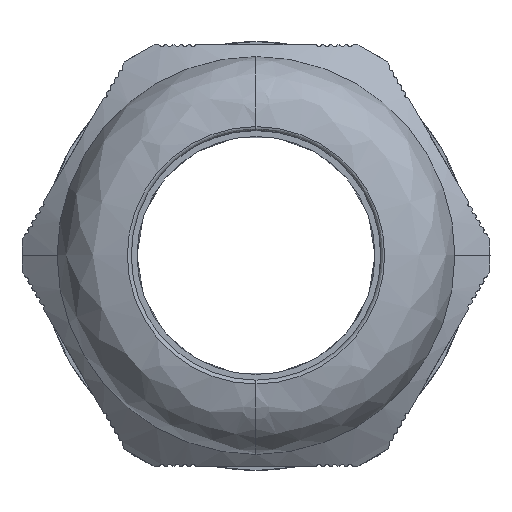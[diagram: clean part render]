
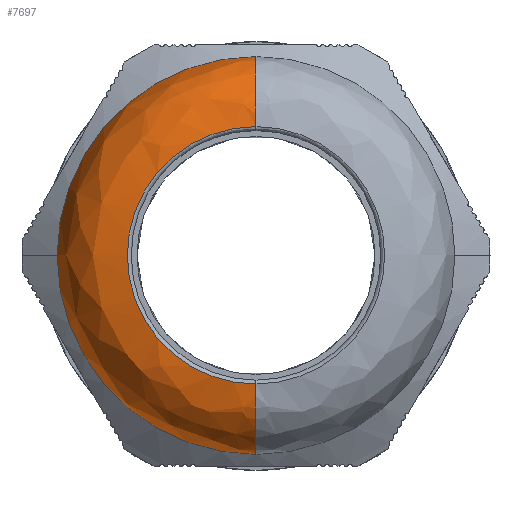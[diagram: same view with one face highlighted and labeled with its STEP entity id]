
A CAD part, top view. The second image highlights one B-rep face of the part: STEP entity #7697.
In plain terms, the highlighted free-form (B-spline) face has degree [3, 3] with [4, 4] control points.
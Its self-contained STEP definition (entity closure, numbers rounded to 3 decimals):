
#648 = CARTESIAN_POINT ( 'NONE',  ( 0., 25.5, 49.937 ) ) ;
#650 = CARTESIAN_POINT ( 'NONE',  ( 0., -25.5, 49.937 ) ) ;
#661 = CARTESIAN_POINT ( 'NONE',  ( 0., 16.5, 58.937 ) ) ;
#689 = CARTESIAN_POINT ( 'NONE',  ( -25.5, 0., 49.937 ) ) ;
#697 = CARTESIAN_POINT ( 'NONE',  ( 0., -16.5, 58.937 ) ) ;
#7697 = ADVANCED_FACE ( 'NONE', ( #15465 ), #15350, .T. ) ;
#9114 = AXIS2_PLACEMENT_3D ( 'NONE', #23341, #23343, #23421 ) ;
#9149 = CIRCLE ( 'NONE', #9114, 25.5 ) ;
#9184 = AXIS2_PLACEMENT_3D ( 'NONE', #23608, #23600, #23595 ) ;
#9194 = CIRCLE ( 'NONE', #9184, 9. ) ;
#9195 = AXIS2_PLACEMENT_3D ( 'NONE', #23554, #23527, #23547 ) ;
#9215 = CIRCLE ( 'NONE', #9195, 16.5 ) ;
#9216 = CIRCLE ( 'NONE', #9217, 9. ) ;
#9217 = AXIS2_PLACEMENT_3D ( 'NONE', #23574, #23593, #23571 ) ;
#9248 = CIRCLE ( 'NONE', #9270, 25.5 ) ;
#9270 = AXIS2_PLACEMENT_3D ( 'NONE', #23744, #23722, #23751 ) ;
#9820 = EDGE_CURVE ( 'NONE', #10461, #10521, #9149, .T. ) ;
#9847 = EDGE_CURVE ( 'NONE', #10483, #10506, #9215, .T. ) ;
#9857 = EDGE_CURVE ( 'NONE', #10483, #10461, #9216, .T. ) ;
#9866 = EDGE_CURVE ( 'NONE', #10506, #10498, #9194, .T. ) ;
#9890 = EDGE_CURVE ( 'NONE', #10521, #10498, #9248, .T. ) ;
#10461 = VERTEX_POINT ( 'NONE', #648 ) ;
#10483 = VERTEX_POINT ( 'NONE', #661 ) ;
#10498 = VERTEX_POINT ( 'NONE', #650 ) ;
#10506 = VERTEX_POINT ( 'NONE', #697 ) ;
#10521 = VERTEX_POINT ( 'NONE', #689 ) ;
#11130 = ORIENTED_EDGE ( 'NONE', *, *, #9820, .T. ) ;
#11137 = ORIENTED_EDGE ( 'NONE', *, *, #9890, .T. ) ;
#11147 = ORIENTED_EDGE ( 'NONE', *, *, #9866, .F. ) ;
#11158 = ORIENTED_EDGE ( 'NONE', *, *, #9847, .F. ) ;
#11192 = ORIENTED_EDGE ( 'NONE', *, *, #9857, .T. ) ;
#15350 =( BOUNDED_SURFACE ( )  B_SPLINE_SURFACE ( 3, 3, ( 
 ( #15506, #15468, #15476, #15496 ),
 ( #15508, #15503, #15493, #15491 ),
 ( #15507, #15485, #15466, #15494 ),
 ( #15505, #15509, #15481, #15469 ) ),
 .UNSPECIFIED., .F., .F., .T. ) 
 B_SPLINE_SURFACE_WITH_KNOTS ( ( 4, 4 ),
 ( 4, 4 ),
 ( 0., 1. ),
 ( 0., 1. ),
 .UNSPECIFIED. ) 
 GEOMETRIC_REPRESENTATION_ITEM ( )  RATIONAL_B_SPLINE_SURFACE ( (
 ( 1., 0.333, 0.333, 1.),
 ( 0.805, 0.268, 0.268, 0.805),
 ( 0.805, 0.268, 0.268, 0.805),
 ( 1., 0.333, 0.333, 1.) ) ) 
 REPRESENTATION_ITEM ( '' )  SURFACE ( )  );
#15465 = FACE_OUTER_BOUND ( 'NONE', #16954, .T. ) ;
#15466 = CARTESIAN_POINT ( 'NONE',  ( -51., -25.5, 55.209 ) ) ;
#15468 = CARTESIAN_POINT ( 'NONE',  ( -33., 16.5, 58.937 ) ) ;
#15469 = CARTESIAN_POINT ( 'NONE',  ( 0., -25.5, 49.937 ) ) ;
#15476 = CARTESIAN_POINT ( 'NONE',  ( -33., -16.5, 58.937 ) ) ;
#15481 = CARTESIAN_POINT ( 'NONE',  ( -51., -25.5, 49.937 ) ) ;
#15485 = CARTESIAN_POINT ( 'NONE',  ( -51., 25.5, 55.209 ) ) ;
#15491 = CARTESIAN_POINT ( 'NONE',  ( 0., -21.772, 58.937 ) ) ;
#15493 = CARTESIAN_POINT ( 'NONE',  ( -43.544, -21.772, 58.937 ) ) ;
#15494 = CARTESIAN_POINT ( 'NONE',  ( 0., -25.5, 55.209 ) ) ;
#15496 = CARTESIAN_POINT ( 'NONE',  ( 0., -16.5, 58.937 ) ) ;
#15503 = CARTESIAN_POINT ( 'NONE',  ( -43.544, 21.772, 58.937 ) ) ;
#15505 = CARTESIAN_POINT ( 'NONE',  ( 0., 25.5, 49.937 ) ) ;
#15506 = CARTESIAN_POINT ( 'NONE',  ( 0., 16.5, 58.937 ) ) ;
#15507 = CARTESIAN_POINT ( 'NONE',  ( 0., 25.5, 55.209 ) ) ;
#15508 = CARTESIAN_POINT ( 'NONE',  ( 0., 21.772, 58.937 ) ) ;
#15509 = CARTESIAN_POINT ( 'NONE',  ( -51., 25.5, 49.937 ) ) ;
#16954 = EDGE_LOOP ( 'NONE', ( #11158, #11192, #11130, #11137, #11147 ) ) ;
#23341 = CARTESIAN_POINT ( 'NONE',  ( 0., 0., 49.937 ) ) ;
#23343 = DIRECTION ( 'NONE',  ( 0., 0., 1. ) ) ;
#23421 = DIRECTION ( 'NONE',  ( 0., -1., 0. ) ) ;
#23527 = DIRECTION ( 'NONE',  ( 0., 0., 1. ) ) ;
#23547 = DIRECTION ( 'NONE',  ( 0., -1., 0. ) ) ;
#23554 = CARTESIAN_POINT ( 'NONE',  ( 0., 0., 58.937 ) ) ;
#23571 = DIRECTION ( 'NONE',  ( 0., 1., 0. ) ) ;
#23574 = CARTESIAN_POINT ( 'NONE',  ( 0., 16.5, 49.937 ) ) ;
#23593 = DIRECTION ( 'NONE',  ( -1., 0., 0. ) ) ;
#23595 = DIRECTION ( 'NONE',  ( 0., -1., 0. ) ) ;
#23600 = DIRECTION ( 'NONE',  ( 1., 0., 0. ) ) ;
#23608 = CARTESIAN_POINT ( 'NONE',  ( 0., -16.5, 49.937 ) ) ;
#23722 = DIRECTION ( 'NONE',  ( 0., 0., 1. ) ) ;
#23744 = CARTESIAN_POINT ( 'NONE',  ( 0., 0., 49.937 ) ) ;
#23751 = DIRECTION ( 'NONE',  ( 0., -1., 0. ) ) ;
